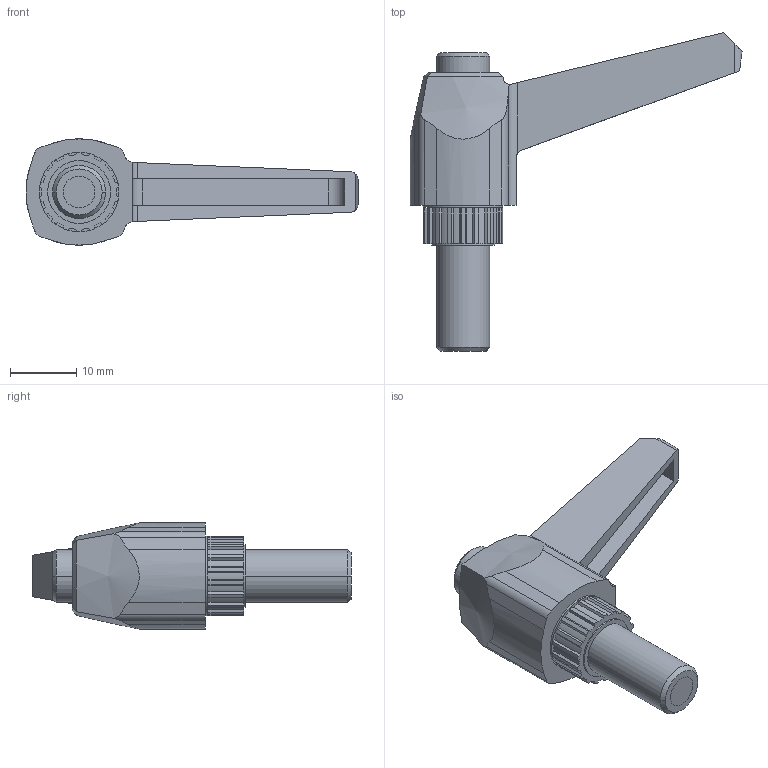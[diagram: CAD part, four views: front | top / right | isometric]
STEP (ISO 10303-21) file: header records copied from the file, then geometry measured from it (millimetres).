
FILE_DESCRIPTION((''),'2;1');
FILE_NAME('11159_ZATEZNA_ROCICA_M8_L16_U10','2022-09-16T14:07:40',('PredragRovcanin'),('Audax d.o.o.'),'CREO PARAMETRIC BY PTC INC, 2020281','CREO PARAMETRIC BY PTC INC, 2020281','');
FILE_SCHEMA(('AUTOMOTIVE_DESIGN { 1 0 10303 214 1 1 1 1 }'));
Length unit declared in the file: millimetre
Products named in the file (1): 11159_ZATEZNA_ROCICA_M8_L16_U10
Bounding box: 50 x 48 x 16 mm (x, y, z)
Volume: 6887 mm3; surface area: 4186.6 mm2
Topology: 1 solids, 2 shells, 150 faces, 417 edges, 286 vertices
Faces by surface type: plane 75, cylinder 65, cone 10
Entity records: 7179 total; most frequent: CARTESIAN_POINT 1072, DIRECTION 823, ORIENTED_EDGE 816, PRESENTATION_STYLE_ASSIGNMENT 449, STYLED_ITEM 431, CURVE_STYLE 429, EDGE_CURVE 409, COLOUR_RGB 323
